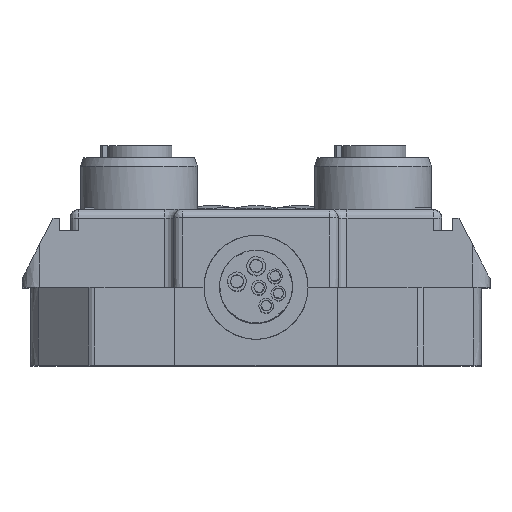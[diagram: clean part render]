
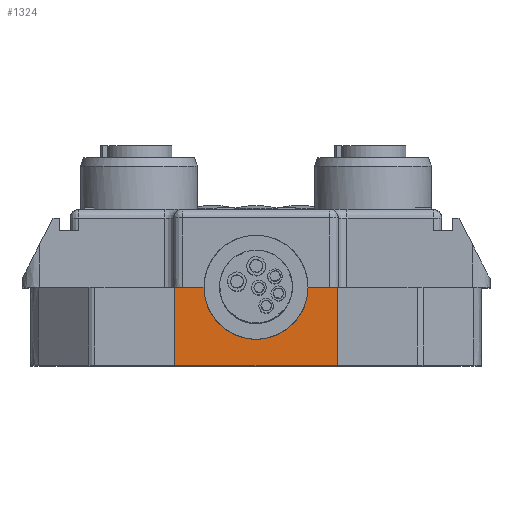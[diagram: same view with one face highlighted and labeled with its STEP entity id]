
A CAD part, top view. The second image highlights one B-rep face of the part: STEP entity #1324.
In plain terms, the highlighted free-form (B-spline) face has degree [1, 1] with [2, 2] control points.
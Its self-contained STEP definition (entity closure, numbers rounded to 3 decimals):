
#1219=CARTESIAN_POINT('',(6.,9.,-25.05));
#1220=VERTEX_POINT('',#1219);
#1226=CARTESIAN_POINT('',(8.812,9.,-25.05));
#1227=VERTEX_POINT('',#1226);
#1228=CARTESIAN_POINT('',(6.,9.,-25.05));
#1229=CARTESIAN_POINT('',(8.812,9.,-25.05));
#1230=B_SPLINE_CURVE_WITH_KNOTS('',1,(#1228,#1229),.POLYLINE_FORM.,.F.,.U.,(2,2),(0.,1.),.UNSPECIFIED.);
#1231=EDGE_CURVE('',#1220,#1227,#1230,.T.);
#1249=CARTESIAN_POINT('',(-6.,9.,-25.05));
#1250=VERTEX_POINT('',#1249);
#1257=CARTESIAN_POINT('',(-8.812,9.,-25.05));
#1258=VERTEX_POINT('',#1257);
#1266=CARTESIAN_POINT('',(-8.812,9.,-25.05));
#1267=CARTESIAN_POINT('',(-6.,9.,-25.05));
#1268=B_SPLINE_CURVE_WITH_KNOTS('',1,(#1266,#1267),.POLYLINE_FORM.,.F.,.U.,(2,2),(0.,1.),.UNSPECIFIED.);
#1269=EDGE_CURVE('',#1258,#1250,#1268,.T.);
#1274=CARTESIAN_POINT('',(25.343,34.343,-25.05));
#1275=CARTESIAN_POINT('',(25.343,-16.343,-25.05));
#1276=CARTESIAN_POINT('',(-25.343,34.343,-25.05));
#1277=CARTESIAN_POINT('',(-25.343,-16.343,-25.05));
#1278=B_SPLINE_SURFACE_WITH_KNOTS('',1,1,((#1274,#1275),(#1276,#1277)),.PLANE_SURF.,.F.,.F.,.U.,(2,2),(2,2),(0.,1.),(0.,1.),.UNSPECIFIED.);
#1279=CARTESIAN_POINT('',(6.,9.,-25.05));
#1280=CARTESIAN_POINT('',(6.,3.,-25.05));
#1281=CARTESIAN_POINT('',(0.,3.,-25.05));
#1282=CARTESIAN_POINT('',(-6.,3.,-25.05));
#1283=CARTESIAN_POINT('',(-6.,9.,-25.05));
#1284=(BOUNDED_CURVE()B_SPLINE_CURVE(2,(#1279,#1280,#1281,#1282,#1283),.CIRCULAR_ARC.,.F.,.U.)B_SPLINE_CURVE_WITH_KNOTS((3,2,3),(0.,0.5,1.),.UNSPECIFIED.)CURVE()GEOMETRIC_REPRESENTATION_ITEM()RATIONAL_B_SPLINE_CURVE((1.,0.707,1.,0.707,1.))REPRESENTATION_ITEM(''));
#1285=EDGE_CURVE('',#1220,#1250,#1284,.T.);
#1286=ORIENTED_EDGE('',*,*,#1285,.T.);
#1287=ORIENTED_EDGE('',*,*,#1269,.F.);
#1288=CARTESIAN_POINT('',(-9.4,9.,-25.05));
#1289=VERTEX_POINT('',#1288);
#1290=CARTESIAN_POINT('',(-8.812,9.,-25.05));
#1291=CARTESIAN_POINT('',(-9.4,9.,-25.05));
#1292=B_SPLINE_CURVE_WITH_KNOTS('',1,(#1290,#1291),.POLYLINE_FORM.,.F.,.U.,(2,2),(0.,1.),.UNSPECIFIED.);
#1293=EDGE_CURVE('',#1258,#1289,#1292,.T.);
#1294=ORIENTED_EDGE('',*,*,#1293,.T.);
#1295=CARTESIAN_POINT('',(-9.4,0.,-25.05));
#1296=VERTEX_POINT('',#1295);
#1297=CARTESIAN_POINT('',(-9.4,9.,-25.05));
#1298=CARTESIAN_POINT('',(-9.4,0.,-25.05));
#1299=B_SPLINE_CURVE_WITH_KNOTS('',1,(#1297,#1298),.POLYLINE_FORM.,.F.,.U.,(2,2),(0.,1.),.UNSPECIFIED.);
#1300=EDGE_CURVE('',#1289,#1296,#1299,.T.);
#1301=ORIENTED_EDGE('',*,*,#1300,.T.);
#1302=CARTESIAN_POINT('',(9.4,0.,-25.05));
#1303=VERTEX_POINT('',#1302);
#1304=CARTESIAN_POINT('',(-9.4,0.,-25.05));
#1305=CARTESIAN_POINT('',(9.4,0.,-25.05));
#1306=B_SPLINE_CURVE_WITH_KNOTS('',1,(#1304,#1305),.POLYLINE_FORM.,.F.,.U.,(2,2),(0.,1.),.UNSPECIFIED.);
#1307=EDGE_CURVE('',#1296,#1303,#1306,.T.);
#1308=ORIENTED_EDGE('',*,*,#1307,.T.);
#1309=CARTESIAN_POINT('',(9.4,9.,-25.05));
#1310=VERTEX_POINT('',#1309);
#1311=CARTESIAN_POINT('',(9.4,0.,-25.05));
#1312=CARTESIAN_POINT('',(9.4,9.,-25.05));
#1313=B_SPLINE_CURVE_WITH_KNOTS('',1,(#1311,#1312),.POLYLINE_FORM.,.F.,.U.,(2,2),(0.,1.),.UNSPECIFIED.);
#1314=EDGE_CURVE('',#1303,#1310,#1313,.T.);
#1315=ORIENTED_EDGE('',*,*,#1314,.T.);
#1316=CARTESIAN_POINT('',(9.4,9.,-25.05));
#1317=CARTESIAN_POINT('',(8.812,9.,-25.05));
#1318=B_SPLINE_CURVE_WITH_KNOTS('',1,(#1316,#1317),.POLYLINE_FORM.,.F.,.U.,(2,2),(0.,1.),.UNSPECIFIED.);
#1319=EDGE_CURVE('',#1310,#1227,#1318,.T.);
#1320=ORIENTED_EDGE('',*,*,#1319,.T.);
#1321=ORIENTED_EDGE('',*,*,#1231,.F.);
#1322=EDGE_LOOP('',(#1286,#1287,#1294,#1301,#1308,#1315,#1320,#1321));
#1323=FACE_OUTER_BOUND('',#1322,.T.);
#1324=ADVANCED_FACE('',(#1323),#1278,.T.);
